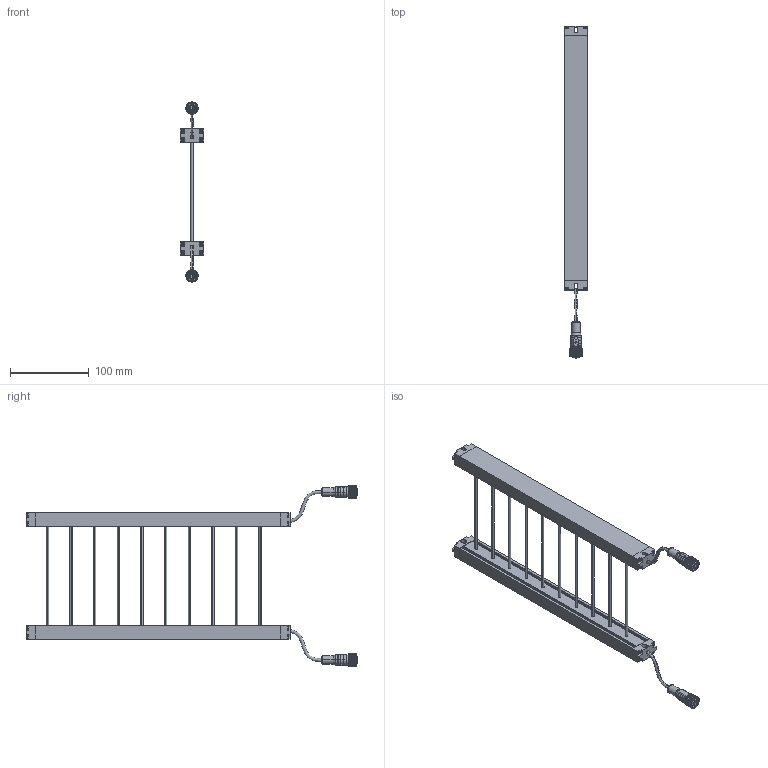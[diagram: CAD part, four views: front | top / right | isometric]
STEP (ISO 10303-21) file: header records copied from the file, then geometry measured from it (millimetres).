
FILE_DESCRIPTION((''),'2;1');
FILE_NAME('_13X28-__ASM','2018-05-11T',('Gavin'),(''),'PRO/ENGINEER BY PARAMETRIC TECHNOLOGY CORPORATION, 2009440','PRO/ENGINEER BY PARAMETRIC TECHNOLOGY CORPORATION, 2009440','');
FILE_SCHEMA(('CONFIG_CONTROL_DESIGN'));
Length unit declared in the file: millimetre
Products named in the file (23): MANIFOLD_SOLID_BREP_3342; MANIFOLD_SOLID_BREP_3348; MANIFOLD_SOLID_BREP_3355; MANIFOLD_SOLID_BREP_3361; MANIFOLD_SOLID_BREP_3365; MANIFOLD_SOLID_BREP_3372; MANIFOLD_SOLID_BREP_3347; MANIFOLD_SOLID_BREP_3351; MANIFOLD_SOLID_BREP_3359; MANIFOLD_SOLID_BREP_3358; CABLE; ZUOSHANG; MANIFOLD_SOLID_BREP_3344; MANIFOLD_SOLID_BREP_3349; MANIFOLD_SOLID_BREP_3350; MANIFOLD_SOLID_BREP_3356; MANIFOLD_SOLID_BREP_3363; MANIFOLD_SOLID_BREP_3364; MANIFOLD_SOLID_BREP_3366; MANIFOLD_SOLID_BREP_3367; XIAN; GAVI12A8F49BCQGN_ASM; _13X28-__ASM
Assembly tree (33 placements, depth 3):
  _13X28-__ASM
    GAVI12A8F49BCQGN_ASM
      MANIFOLD_SOLID_BREP_3342
      MANIFOLD_SOLID_BREP_3348
      MANIFOLD_SOLID_BREP_3355
      MANIFOLD_SOLID_BREP_3361
      MANIFOLD_SOLID_BREP_3365
      MANIFOLD_SOLID_BREP_3372
      MANIFOLD_SOLID_BREP_3347
      MANIFOLD_SOLID_BREP_3351
      MANIFOLD_SOLID_BREP_3359
      MANIFOLD_SOLID_BREP_3358
      CABLE
      ZUOSHANG  x4
      MANIFOLD_SOLID_BREP_3344
      MANIFOLD_SOLID_BREP_3349
      MANIFOLD_SOLID_BREP_3350
      MANIFOLD_SOLID_BREP_3356
      MANIFOLD_SOLID_BREP_3363
      MANIFOLD_SOLID_BREP_3364
      MANIFOLD_SOLID_BREP_3366
      MANIFOLD_SOLID_BREP_3367  x9
      XIAN
Bounding box: 30 x 421 x 228.53 mm (x, y, z)
Volume: 280323.4 mm3; surface area: 124718.4 mm2
Topology: 40 solids, 40 shells, 1654 faces, 4430 edges, 2894 vertices
Faces by surface type: plane 640, cylinder 566, bspline 260, torus 176, cone 8, sphere 4
Entity records: 42000 total; most frequent: CARTESIAN_POINT 14061, ORIENTED_EDGE 5996, DIRECTION 5802, EDGE_CURVE 2998, AXIS2_PLACEMENT_3D 2357, VERTEX_POINT 2006, CIRCLE 1356, EDGE_LOOP 1110
